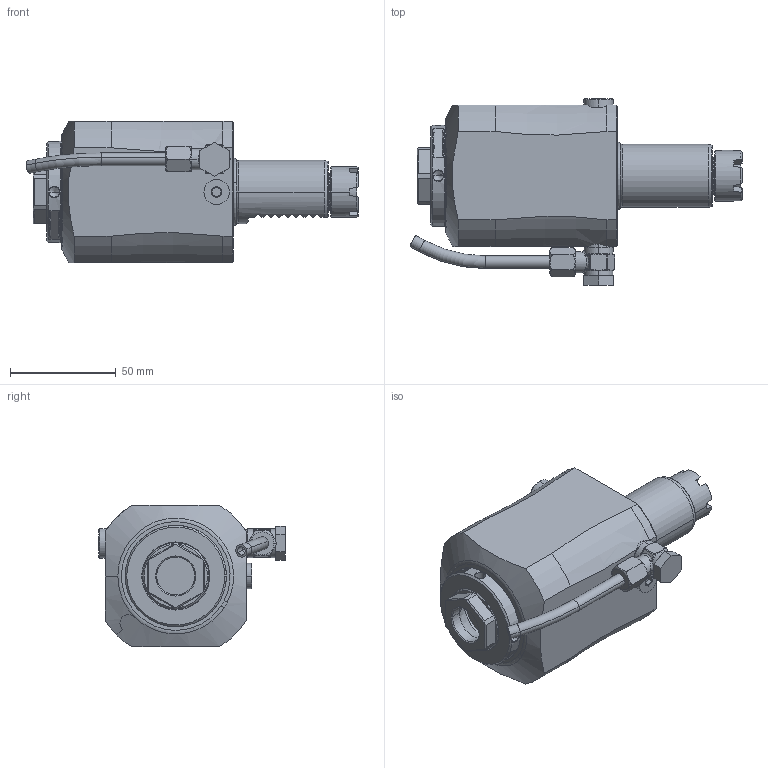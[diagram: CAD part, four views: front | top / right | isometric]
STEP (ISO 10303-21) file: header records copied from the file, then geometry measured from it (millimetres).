
FILE_DESCRIPTION((''),'2;1');
FILE_NAME('NGT1_30_145_25_3HD','2022-05-25T',('vali'),('NOVA GRUP'),'PRO/ENGINEER BY PARAMETRIC TECHNOLOGY CORPORATION, 2010280','PRO/ENGINEER BY PARAMETRIC TECHNOLOGY CORPORATION, 2010280','');
FILE_SCHEMA(('CONFIG_CONTROL_DESIGN'));
Length unit declared in the file: millimetre
Products named in the file (1): NGT1_30_145_25_3HD
Bounding box: 157.33 x 88.4 x 67 mm (x, y, z)
Volume: 388507.4 mm3; surface area: 41929.7 mm2
Topology: 2 solids, 3 shells, 402 faces, 1000 edges, 617 vertices
Faces by surface type: plane 168, cylinder 107, cone 57, torus 40, bspline 30
Entity records: 16455 total; most frequent: CARTESIAN_POINT 7359, ORIENTED_EDGE 1984, DIRECTION 1758, EDGE_CURVE 992, AXIS2_PLACEMENT_3D 699, VERTEX_POINT 617, EDGE_LOOP 431, FACE_OUTER_BOUND 402
